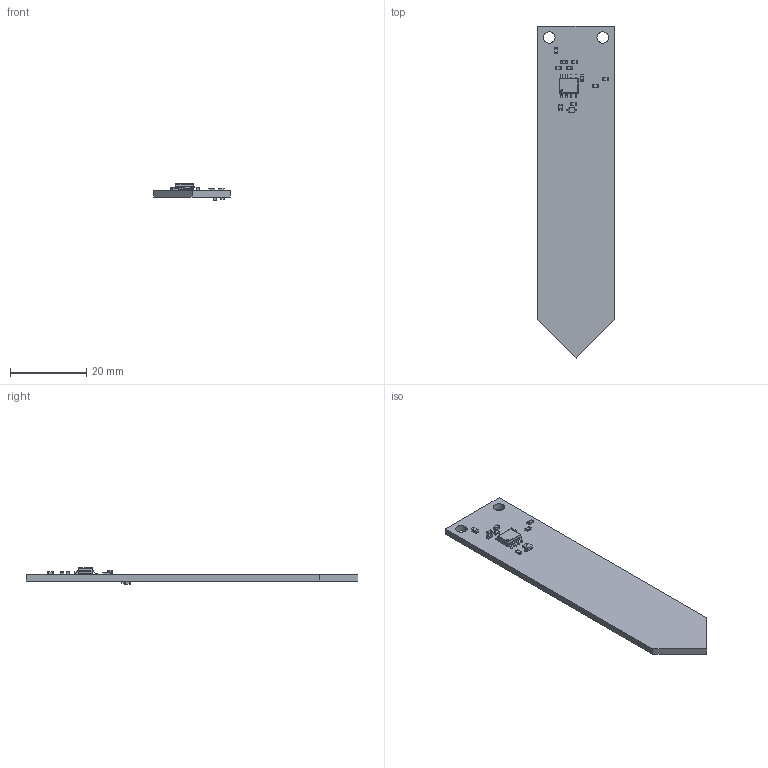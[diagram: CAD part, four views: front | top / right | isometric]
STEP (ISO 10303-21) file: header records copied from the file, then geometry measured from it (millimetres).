
FILE_DESCRIPTION(('Open CASCADE Model'),'2;1');
FILE_NAME('Open CASCADE Shape Model','2024-07-06T12:43:40',('Author'),( 'Open CASCADE'),'Open CASCADE STEP processor 7.5','Open CASCADE 7.5' ,'Unknown');
FILE_SCHEMA(('AUTOMOTIVE_DESIGN { 1 0 10303 214 1 1 1 1 }'));
Length unit declared in the file: millimetre
Products named in the file (25): Open CASCADE STEP translator 7.5 1; Open CASCADE STEP translator 7.5 2; Open CASCADE STEP translator 7.5 3; Open CASCADE STEP translator 7.5 4; Open CASCADE STEP translator 7.5 5; Open CASCADE STEP translator 7.5 6; Open CASCADE STEP translator 7.5 7; Open CASCADE STEP translator 7.5 8; Open CASCADE STEP translator 7.5 9; Open CASCADE STEP translator 7.5 10; Open CASCADE STEP translator 7.5 11; Open CASCADE STEP translator 7.5 12; Open CASCADE STEP translator 7.5 13; Open CASCADE STEP translator 7.5 14; Open CASCADE STEP translator 7.5 15; Open CASCADE STEP translator 7.5 16; Open CASCADE STEP translator 7.5 17; Open CASCADE STEP translator 7.5 18; Open CASCADE STEP translator 7.5 19; Open CASCADE STEP translator 7.5 20; Open CASCADE STEP translator 7.5 21; Open CASCADE STEP translator 7.5 22; Open CASCADE STEP translator 7.5 23; Open CASCADE STEP translator 7.5 24; Open CASCADE STEP translator 7.5 25
Bounding box: 20 x 87 x 4.24 mm (x, y, z)
Volume: 2791.6 mm3; surface area: 3811.3 mm2
Topology: 49 solids, 49 shells, 576 faces, 1365 edges, 898 vertices
Faces by surface type: plane 523, cylinder 49, sphere 4
Full cylindrical faces by diameter (mm): 0.487 x1, 3 x2
Entity records: 17388 total; most frequent: CARTESIAN_POINT 2864, ORIENTED_EDGE 2730, DIRECTION 2601, EDGE_CURVE 1365, LINE 1275, VECTOR 1275, VERTEX_POINT 898, AXIS2_PLACEMENT_3D 663
